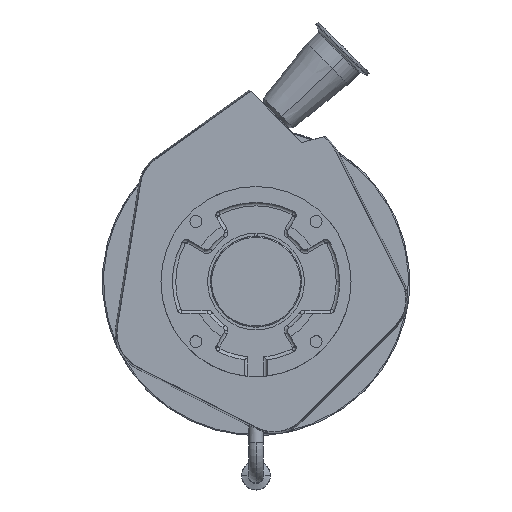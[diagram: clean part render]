
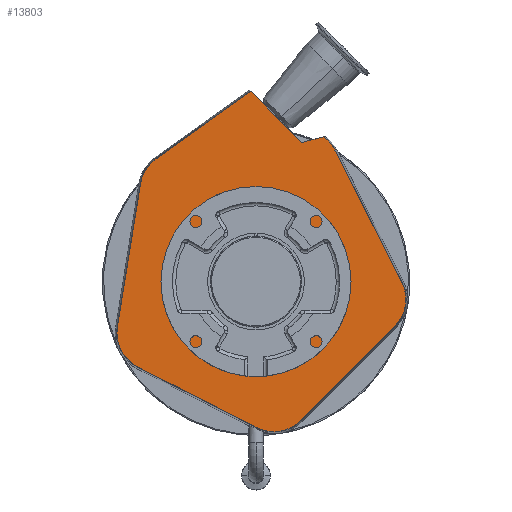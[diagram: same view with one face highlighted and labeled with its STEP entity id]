
A CAD part, top view. The second image highlights one B-rep face of the part: STEP entity #13803.
In plain terms, the highlighted planar face has unit normal (0, 0, 1).
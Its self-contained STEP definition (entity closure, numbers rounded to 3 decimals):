
#196 = VERTEX_POINT ( 'NONE', #10275 ) ;
#209 = AXIS2_PLACEMENT_3D ( 'NONE', #6532, #3907, #9884 ) ;
#332 = VERTEX_POINT ( 'NONE', #13054 ) ;
#484 = ORIENTED_EDGE ( 'NONE', *, *, #8207, .F. ) ;
#488 = VERTEX_POINT ( 'NONE', #5305 ) ;
#706 = CARTESIAN_POINT ( 'NONE',  ( -116.993, 87.288, -141.5 ) ) ;
#808 = EDGE_CURVE ( 'NONE', #1466, #9769, #14765, .T. ) ;
#1003 = LINE ( 'NONE', #706, #4290 ) ;
#1178 = VERTEX_POINT ( 'NONE', #12452 ) ;
#1456 = DIRECTION ( 'NONE',  ( -0.707, 0.707, 0. ) ) ;
#1466 = VERTEX_POINT ( 'NONE', #14324 ) ;
#1593 = DIRECTION ( 'NONE',  ( 0., 0., -1. ) ) ;
#1598 = CARTESIAN_POINT ( 'NONE',  ( -127.433, -75.16, -141.5 ) ) ;
#1607 = CARTESIAN_POINT ( 'NONE',  ( 39.4, -121.828, -141.5 ) ) ;
#1874 = DIRECTION ( 'NONE',  ( -0.966, -0.259, 0. ) ) ;
#1900 = DIRECTION ( 'NONE',  ( -0.707, -0.707, 0. ) ) ;
#1921 = FACE_OUTER_BOUND ( 'NONE', #10692, .T. ) ;
#1997 = ORIENTED_EDGE ( 'NONE', *, *, #12337, .F. ) ;
#2151 = DIRECTION ( 'NONE',  ( 0., 0., -1. ) ) ;
#2249 = CARTESIAN_POINT ( 'NONE',  ( -38.891, -38.891, -141.5 ) ) ;
#2588 = CARTESIAN_POINT ( 'NONE',  ( 58.944, 127.324, -141.5 ) ) ;
#2597 = EDGE_CURVE ( 'NONE', #8905, #13999, #1003, .T. ) ;
#2598 = AXIS2_PLACEMENT_3D ( 'NONE', #13383, #1593, #1900 ) ;
#2855 = EDGE_CURVE ( 'NONE', #13999, #11779, #6178, .T. ) ;
#2873 = DIRECTION ( 'NONE',  ( 0., 0., -1. ) ) ;
#2894 = ORIENTED_EDGE ( 'NONE', *, *, #10319, .F. ) ;
#3129 = EDGE_CURVE ( 'NONE', #196, #488, #11716, .T. ) ;
#3419 = EDGE_CURVE ( 'NONE', #8397, #11779, #5124, .T. ) ;
#3450 = ORIENTED_EDGE ( 'NONE', *, *, #7831, .F. ) ;
#3454 = CARTESIAN_POINT ( 'NONE',  ( -103.9, -74.782, -141.5 ) ) ;
#3708 = DIRECTION ( 'NONE',  ( -0.891, 0.454, 0. ) ) ;
#3890 = ORIENTED_EDGE ( 'NONE', *, *, #2597, .F. ) ;
#3907 = DIRECTION ( 'NONE',  ( 0., 0., -1. ) ) ;
#3971 = DIRECTION ( 'NONE',  ( -0.707, -0.707, 0. ) ) ;
#4011 = CARTESIAN_POINT ( 'NONE',  ( -6.769, 166.14, -141.5 ) ) ;
#4045 = DIRECTION ( 'NONE',  ( 0., 0., -1. ) ) ;
#4247 = FACE_BOUND ( 'NONE', #13520, .T. ) ;
#4290 = VECTOR ( 'NONE', #10265, 1000. ) ;
#4405 = AXIS2_PLACEMENT_3D ( 'NONE', #6121, #14428, #4972 ) ;
#4651 = CIRCLE ( 'NONE', #7850, 33.406 ) ;
#4653 = DIRECTION ( 'NONE',  ( 0., 0., -1. ) ) ;
#4664 = DIRECTION ( 'NONE',  ( -0.706, -0.708, 0. ) ) ;
#4778 = AXIS2_PLACEMENT_3D ( 'NONE', #6969, #4653, #4811 ) ;
#4811 = DIRECTION ( 'NONE',  ( -0.707, -0.707, 0. ) ) ;
#4914 = CIRCLE ( 'NONE', #4405, 55. ) ;
#4951 = DIRECTION ( 'NONE',  ( -0.707, -0.707, 0. ) ) ;
#4972 = DIRECTION ( 'NONE',  ( -0.707, -0.707, 0. ) ) ;
#5017 = ORIENTED_EDGE ( 'NONE', *, *, #3129, .F. ) ;
#5124 = LINE ( 'NONE', #9625, #9461 ) ;
#5286 = ORIENTED_EDGE ( 'NONE', *, *, #7986, .F. ) ;
#5305 = CARTESIAN_POINT ( 'NONE',  ( 39.4, -121.828, -141.5 ) ) ;
#5465 = VECTOR ( 'NONE', #4664, 1000. ) ;
#5469 = VECTOR ( 'NONE', #6259, 1000. ) ;
#6025 = ORIENTED_EDGE ( 'NONE', *, *, #9640, .F. ) ;
#6030 = CARTESIAN_POINT ( 'NONE',  ( 69.909, 114.814, -141.5 ) ) ;
#6067 = CARTESIAN_POINT ( 'NONE',  ( 38.891, 38.891, -141.5 ) ) ;
#6088 = ORIENTED_EDGE ( 'NONE', *, *, #11722, .T. ) ;
#6121 = CARTESIAN_POINT ( 'NONE',  ( 0., 0., -141.5 ) ) ;
#6178 = CIRCLE ( 'NONE', #209, 4.77 ) ;
#6259 = DIRECTION ( 'NONE',  ( 0.159, 0.987, 0. ) ) ;
#6473 = DIRECTION ( 'NONE',  ( 0.451, -0.892, 0. ) ) ;
#6528 = LINE ( 'NONE', #12342, #14162 ) ;
#6532 = CARTESIAN_POINT ( 'NONE',  ( -3.994, 162.261, -141.5 ) ) ;
#6584 = VERTEX_POINT ( 'NONE', #11984 ) ;
#6593 = VECTOR ( 'NONE', #3708, 1000. ) ;
#6645 = PLANE ( 'NONE',  #13332 ) ;
#6932 = ORIENTED_EDGE ( 'NONE', *, *, #12351, .F. ) ;
#6969 = CARTESIAN_POINT ( 'NONE',  ( -68.419, 80.962, -141.5 ) ) ;
#7053 = EDGE_CURVE ( 'NONE', #9331, #1466, #10822, .T. ) ;
#7070 = CARTESIAN_POINT ( 'NONE',  ( -101.399, 86.281, -141.5 ) ) ;
#7180 = CARTESIAN_POINT ( 'NONE',  ( 0., 0., -141.5 ) ) ;
#7264 = EDGE_CURVE ( 'NONE', #9030, #6584, #11136, .T. ) ;
#7678 = CARTESIAN_POINT ( 'NONE',  ( -4.38, 167.015, -141.5 ) ) ;
#7831 = EDGE_CURVE ( 'NONE', #9941, #14672, #4914, .T. ) ;
#7850 = AXIS2_PLACEMENT_3D ( 'NONE', #14864, #2873, #12464 ) ;
#7986 = EDGE_CURVE ( 'NONE', #6584, #196, #4651, .T. ) ;
#8060 = CIRCLE ( 'NONE', #13518, 33.406 ) ;
#8119 = ORIENTED_EDGE ( 'NONE', *, *, #3419, .T. ) ;
#8207 = EDGE_CURVE ( 'NONE', #14672, #9941, #11347, .T. ) ;
#8351 = DIRECTION ( 'NONE',  ( 0., 0., 1. ) ) ;
#8397 = VERTEX_POINT ( 'NONE', #8817 ) ;
#8647 = ORIENTED_EDGE ( 'NONE', *, *, #7264, .F. ) ;
#8817 = CARTESIAN_POINT ( 'NONE',  ( 40.305, 122.329, -141.5 ) ) ;
#8905 = VERTEX_POINT ( 'NONE', #13417 ) ;
#9030 = VERTEX_POINT ( 'NONE', #6030 ) ;
#9092 = ORIENTED_EDGE ( 'NONE', *, *, #2855, .F. ) ;
#9268 = CIRCLE ( 'NONE', #2598, 33.406 ) ;
#9331 = VERTEX_POINT ( 'NONE', #3454 ) ;
#9445 = CARTESIAN_POINT ( 'NONE',  ( 0.571, -128.013, -141.5 ) ) ;
#9461 = VECTOR ( 'NONE', #1456, 1000. ) ;
#9625 = CARTESIAN_POINT ( 'NONE',  ( 81.317, 81.317, -141.5 ) ) ;
#9640 = EDGE_CURVE ( 'NONE', #9769, #1178, #9268, .T. ) ;
#9683 = DIRECTION ( 'NONE',  ( -0.707, -0.707, 0. ) ) ;
#9769 = VERTEX_POINT ( 'NONE', #7070 ) ;
#9884 = DIRECTION ( 'NONE',  ( -0.707, -0.707, 0. ) ) ;
#9941 = VERTEX_POINT ( 'NONE', #2249 ) ;
#10265 = DIRECTION ( 'NONE',  ( 0.813, 0.582, 0. ) ) ;
#10275 = CARTESIAN_POINT ( 'NONE',  ( 121.965, -38.974, -141.5 ) ) ;
#10319 = EDGE_CURVE ( 'NONE', #488, #332, #11000, .T. ) ;
#10572 = AXIS2_PLACEMENT_3D ( 'NONE', #14795, #4045, #3971 ) ;
#10615 = CARTESIAN_POINT ( 'NONE',  ( 40.096, 99.742, -141.5 ) ) ;
#10688 = VERTEX_POINT ( 'NONE', #2588 ) ;
#10689 = DIRECTION ( 'NONE',  ( 0., 0., -1. ) ) ;
#10692 = EDGE_LOOP ( 'NONE', ( #6932, #6088, #8119, #9092, #3890, #15281, #6025, #14741, #15179, #1997, #2894, #5017, #5286, #8647 ) ) ;
#10822 = CIRCLE ( 'NONE', #10572, 33.406 ) ;
#11000 = CIRCLE ( 'NONE', #14208, 33.406 ) ;
#11127 = EDGE_CURVE ( 'NONE', #1178, #8905, #11461, .T. ) ;
#11136 = LINE ( 'NONE', #14691, #11570 ) ;
#11347 = CIRCLE ( 'NONE', #12096, 55. ) ;
#11372 = DIRECTION ( 'NONE',  ( -0.707, -0.707, 0. ) ) ;
#11461 = CIRCLE ( 'NONE', #4778, 33.406 ) ;
#11570 = VECTOR ( 'NONE', #6473, 1000. ) ;
#11610 = DIRECTION ( 'NONE',  ( -0.707, -0.707, 0. ) ) ;
#11716 = LINE ( 'NONE', #1607, #5465 ) ;
#11722 = EDGE_CURVE ( 'NONE', #10688, #8397, #6528, .T. ) ;
#11779 = VERTEX_POINT ( 'NONE', #7678 ) ;
#11846 = LINE ( 'NONE', #9445, #6593 ) ;
#11984 = CARTESIAN_POINT ( 'NONE',  ( 128.115, -0.322, -141.5 ) ) ;
#12096 = AXIS2_PLACEMENT_3D ( 'NONE', #7180, #8351, #4951 ) ;
#12337 = EDGE_CURVE ( 'NONE', #332, #9331, #11846, .T. ) ;
#12342 = CARTESIAN_POINT ( 'NONE',  ( 118.508, 143.284, -141.5 ) ) ;
#12351 = EDGE_CURVE ( 'NONE', #10688, #9030, #8060, .T. ) ;
#12452 = CARTESIAN_POINT ( 'NONE',  ( -92.04, 104.584, -141.5 ) ) ;
#12464 = DIRECTION ( 'NONE',  ( -0.707, -0.707, 0. ) ) ;
#12675 = CARTESIAN_POINT ( 'NONE',  ( 123.744, 123.744, -141.5 ) ) ;
#12753 = CARTESIAN_POINT ( 'NONE',  ( 15.737, -98.248, -141.5 ) ) ;
#13054 = CARTESIAN_POINT ( 'NONE',  ( 0.571, -128.013, -141.5 ) ) ;
#13332 = AXIS2_PLACEMENT_3D ( 'NONE', #12675, #13926, #11372 ) ;
#13383 = CARTESIAN_POINT ( 'NONE',  ( -68.419, 80.962, -141.5 ) ) ;
#13417 = CARTESIAN_POINT ( 'NONE',  ( -87.855, 108.132, -141.5 ) ) ;
#13518 = AXIS2_PLACEMENT_3D ( 'NONE', #10615, #10689, #9683 ) ;
#13520 = EDGE_LOOP ( 'NONE', ( #3450, #484 ) ) ;
#13803 = ADVANCED_FACE ( 'NONE', ( #4247, #1921 ), #6645, .T. ) ;
#13926 = DIRECTION ( 'NONE',  ( 0., 0., 1. ) ) ;
#13999 = VERTEX_POINT ( 'NONE', #4011 ) ;
#14162 = VECTOR ( 'NONE', #1874, 1000. ) ;
#14208 = AXIS2_PLACEMENT_3D ( 'NONE', #12753, #2151, #11610 ) ;
#14324 = CARTESIAN_POINT ( 'NONE',  ( -121.714, -39.699, -141.5 ) ) ;
#14428 = DIRECTION ( 'NONE',  ( 0., 0., 1. ) ) ;
#14672 = VERTEX_POINT ( 'NONE', #6067 ) ;
#14691 = CARTESIAN_POINT ( 'NONE',  ( 144.669, -33.067, -141.5 ) ) ;
#14741 = ORIENTED_EDGE ( 'NONE', *, *, #808, .F. ) ;
#14765 = LINE ( 'NONE', #1598, #5469 ) ;
#14795 = CARTESIAN_POINT ( 'NONE',  ( -88.734, -45.017, -141.5 ) ) ;
#14864 = CARTESIAN_POINT ( 'NONE',  ( 98.302, -15.394, -141.5 ) ) ;
#15179 = ORIENTED_EDGE ( 'NONE', *, *, #7053, .F. ) ;
#15281 = ORIENTED_EDGE ( 'NONE', *, *, #11127, .F. ) ;
